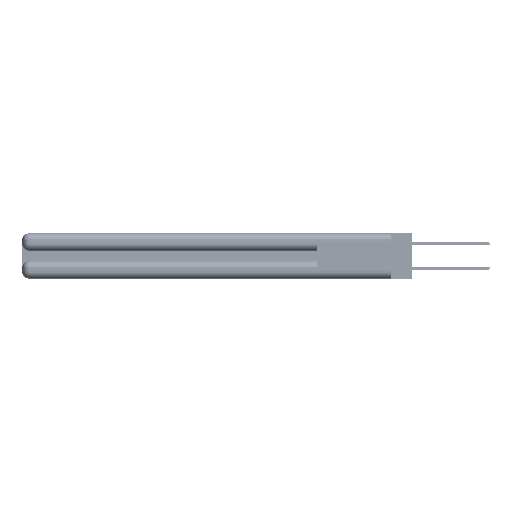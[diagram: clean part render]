
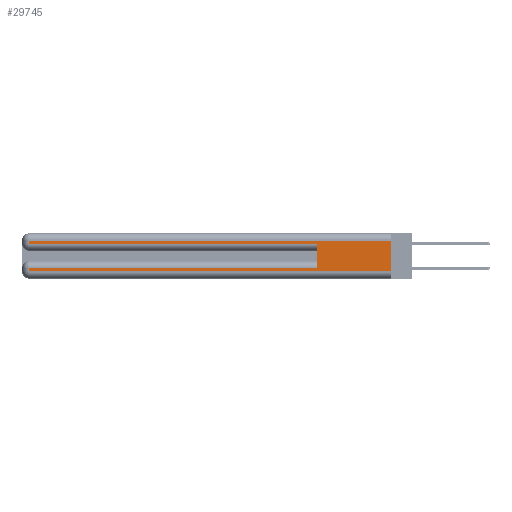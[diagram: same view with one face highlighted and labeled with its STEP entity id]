
A CAD part, left-side view. The second image highlights one B-rep face of the part: STEP entity #29745.
In plain terms, the highlighted planar face has unit normal (-1, 0, 0).
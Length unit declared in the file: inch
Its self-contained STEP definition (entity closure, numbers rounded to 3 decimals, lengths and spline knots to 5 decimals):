
#207 = CARTESIAN_POINT ( 'NONE',  ( 0., 0., 0.085 ) ) ;
#395 = CARTESIAN_POINT ( 'NONE',  ( 0., 0.6, 0.085 ) ) ;
#746 = AXIS2_PLACEMENT_3D ( 'NONE', #43591, #2269, #26551 ) ;
#1336 = VERTEX_POINT ( 'NONE', #4773 ) ;
#1346 = EDGE_LOOP ( 'NONE', ( #16923, #35343, #22929, #24378, #7339, #49675, #25070, #36625 ) ) ;
#1880 = EDGE_CURVE ( 'NONE', #13974, #39300, #38949, .T. ) ;
#2090 = DIRECTION ( 'NONE',  ( 0., 0., -1. ) ) ;
#2269 = DIRECTION ( 'NONE',  ( 1., 0., 0. ) ) ;
#2998 = CARTESIAN_POINT ( 'NONE',  ( 0., 2.94, 0.085 ) ) ;
#3546 = VECTOR ( 'NONE', #21660, 39.37008 ) ;
#4446 = CARTESIAN_POINT ( 'NONE',  ( 0., 0., 0.285 ) ) ;
#4773 = CARTESIAN_POINT ( 'NONE',  ( 0., 0., 0.31 ) ) ;
#5933 = LINE ( 'NONE', #207, #36584 ) ;
#5959 = LINE ( 'NONE', #25249, #15982 ) ;
#6692 = VECTOR ( 'NONE', #2090, 39.37008 ) ;
#7339 = ORIENTED_EDGE ( 'NONE', *, *, #43635, .F. ) ;
#8178 = CARTESIAN_POINT ( 'NONE',  ( 0., 0., 0.06 ) ) ;
#9011 = DIRECTION ( 'NONE',  ( 0., 0., 1. ) ) ;
#9113 = EDGE_CURVE ( 'NONE', #41164, #47462, #50584, .T. ) ;
#9733 = DIRECTION ( 'NONE',  ( 0., 1., 0. ) ) ;
#10837 = EDGE_CURVE ( 'NONE', #1336, #41164, #5959, .T. ) ;
#11603 = DIRECTION ( 'NONE',  ( 0., 0., -1. ) ) ;
#13974 = VERTEX_POINT ( 'NONE', #41290 ) ;
#14820 = LINE ( 'NONE', #43438, #6692 ) ;
#15196 = VERTEX_POINT ( 'NONE', #395 ) ;
#15512 = EDGE_CURVE ( 'NONE', #32773, #13974, #14820, .T. ) ;
#15692 = VECTOR ( 'NONE', #11603, 39.37008 ) ;
#15982 = VECTOR ( 'NONE', #9733, 39.37008 ) ;
#16331 = DIRECTION ( 'NONE',  ( 0., -1., 0. ) ) ;
#16352 = LINE ( 'NONE', #35525, #15692 ) ;
#16923 = ORIENTED_EDGE ( 'NONE', *, *, #40503, .F. ) ;
#21060 = LINE ( 'NONE', #49653, #41153 ) ;
#21660 = DIRECTION ( 'NONE',  ( 0., 0., -1. ) ) ;
#21728 = VERTEX_POINT ( 'NONE', #46476 ) ;
#22929 = ORIENTED_EDGE ( 'NONE', *, *, #9113, .T. ) ;
#23745 = EDGE_CURVE ( 'NONE', #47462, #21728, #32553, .T. ) ;
#23971 = DIRECTION ( 'NONE',  ( 0., 1., 0. ) ) ;
#24313 = EDGE_CURVE ( 'NONE', #15196, #32773, #5933, .T. ) ;
#24378 = ORIENTED_EDGE ( 'NONE', *, *, #23745, .T. ) ;
#25070 = ORIENTED_EDGE ( 'NONE', *, *, #15512, .T. ) ;
#25249 = CARTESIAN_POINT ( 'NONE',  ( 0., 0., 0.31 ) ) ;
#26551 = DIRECTION ( 'NONE',  ( 0., 0., -1. ) ) ;
#28639 = CARTESIAN_POINT ( 'NONE',  ( 0., 2.94, 0.285 ) ) ;
#29745 = ADVANCED_FACE ( 'NONE', ( #44885 ), #30412, .F. ) ;
#30412 = PLANE ( 'NONE',  #746 ) ;
#32553 = LINE ( 'NONE', #4446, #41993 ) ;
#32773 = VERTEX_POINT ( 'NONE', #2998 ) ;
#35343 = ORIENTED_EDGE ( 'NONE', *, *, #10837, .T. ) ;
#35525 = CARTESIAN_POINT ( 'NONE',  ( 0., 0., 0.37 ) ) ;
#36213 = CARTESIAN_POINT ( 'NONE',  ( 0., 0., 0.06 ) ) ;
#36584 = VECTOR ( 'NONE', #23971, 39.37008 ) ;
#36625 = ORIENTED_EDGE ( 'NONE', *, *, #1880, .T. ) ;
#38949 = LINE ( 'NONE', #36213, #41479 ) ;
#39300 = VERTEX_POINT ( 'NONE', #8178 ) ;
#40503 = EDGE_CURVE ( 'NONE', #1336, #39300, #16352, .T. ) ;
#41153 = VECTOR ( 'NONE', #9011, 39.37008 ) ;
#41164 = VERTEX_POINT ( 'NONE', #47799 ) ;
#41290 = CARTESIAN_POINT ( 'NONE',  ( 0., 2.94, 0.06 ) ) ;
#41479 = VECTOR ( 'NONE', #47852, 39.37008 ) ;
#41993 = VECTOR ( 'NONE', #16331, 39.37008 ) ;
#43438 = CARTESIAN_POINT ( 'NONE',  ( 0., 2.94, 0.37 ) ) ;
#43591 = CARTESIAN_POINT ( 'NONE',  ( 0., 0., 0.37 ) ) ;
#43635 = EDGE_CURVE ( 'NONE', #15196, #21728, #21060, .T. ) ;
#44885 = FACE_OUTER_BOUND ( 'NONE', #1346, .T. ) ;
#46050 = CARTESIAN_POINT ( 'NONE',  ( 0., 2.94, 0.37 ) ) ;
#46476 = CARTESIAN_POINT ( 'NONE',  ( 0., 0.6, 0.285 ) ) ;
#47462 = VERTEX_POINT ( 'NONE', #28639 ) ;
#47799 = CARTESIAN_POINT ( 'NONE',  ( 0., 2.94, 0.31 ) ) ;
#47852 = DIRECTION ( 'NONE',  ( 0., -1., 0. ) ) ;
#49653 = CARTESIAN_POINT ( 'NONE',  ( 0., 0.6, 0.145 ) ) ;
#49675 = ORIENTED_EDGE ( 'NONE', *, *, #24313, .T. ) ;
#50584 = LINE ( 'NONE', #46050, #3546 ) ;
